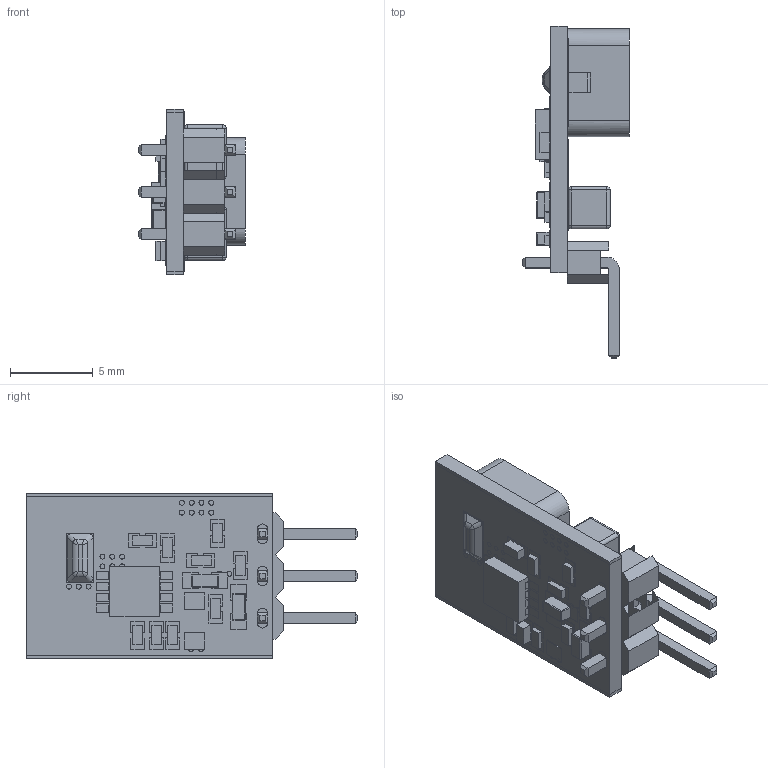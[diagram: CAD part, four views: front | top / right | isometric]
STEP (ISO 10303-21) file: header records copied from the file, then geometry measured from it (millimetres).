
FILE_DESCRIPTION((''),'2;1');
FILE_NAME('TSR_15_E','2021-03-09T',('User'),(''),'PRO/ENGINEER BY PARAMETRIC TECHNOLOGY CORPORATION, 2013230','PRO/ENGINEER BY PARAMETRIC TECHNOLOGY CORPORATION, 2013230','');
FILE_SCHEMA(('CONFIG_CONTROL_DESIGN'));
Length unit declared in the file: millimetre
Products named in the file (1): TSR_15_E
Bounding box: 6.45 x 20.02 x 10 mm (x, y, z)
Volume: 148.8 mm3; surface area: 1055.1 mm2
Topology: 1 solids, 2 shells, 677 faces, 1818 edges, 1161 vertices
Faces by surface type: plane 512, cylinder 129, sphere 32, bspline 4
Entity records: 21213 total; most frequent: CARTESIAN_POINT 3998, ORIENTED_EDGE 3597, DIRECTION 3456, EDGE_CURVE 1814, VECTOR 1466, LINE 1466, VERTEX_POINT 1161, AXIS2_PLACEMENT_3D 995
